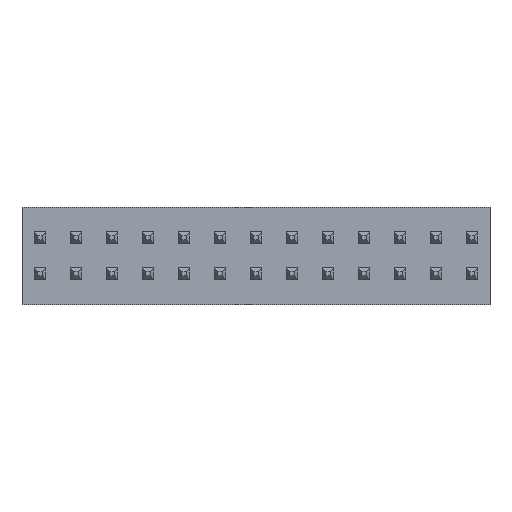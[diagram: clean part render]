
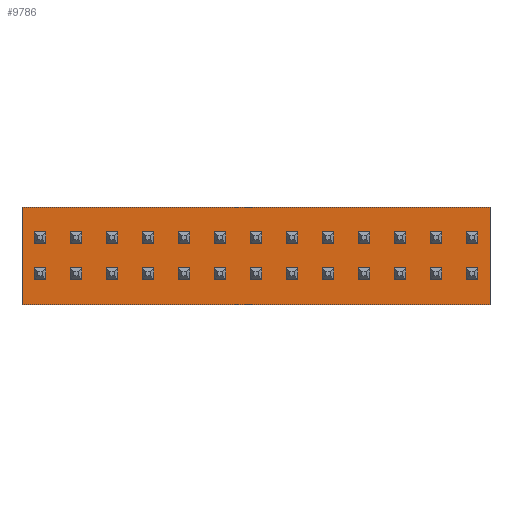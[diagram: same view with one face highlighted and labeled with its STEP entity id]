
A CAD part, top view. The second image highlights one B-rep face of the part: STEP entity #9786.
In plain terms, the highlighted face is planar.
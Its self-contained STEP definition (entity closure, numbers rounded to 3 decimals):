
#9654 = EDGE_CURVE('',#9655,#9657,#9659,.T.);
#9655 = VERTEX_POINT('',#9656);
#9656 = CARTESIAN_POINT('',(-8.255,1.778,-1.715));
#9657 = VERTEX_POINT('',#9658);
#9658 = CARTESIAN_POINT('',(-8.255,1.778,1.715));
#9659 = LINE('',#9660,#9661);
#9660 = CARTESIAN_POINT('',(-8.255,1.778,-1.715));
#9661 = VECTOR('',#9662,1.);
#9662 = DIRECTION('',(0.,0.,1.));
#9694 = EDGE_CURVE('',#9657,#9695,#9697,.T.);
#9695 = VERTEX_POINT('',#9696);
#9696 = CARTESIAN_POINT('',(8.255,1.778,1.715));
#9697 = LINE('',#9698,#9699);
#9698 = CARTESIAN_POINT('',(-8.255,1.778,1.715));
#9699 = VECTOR('',#9700,1.);
#9700 = DIRECTION('',(1.,0.,0.));
#9725 = EDGE_CURVE('',#9695,#9726,#9728,.T.);
#9726 = VERTEX_POINT('',#9727);
#9727 = CARTESIAN_POINT('',(8.255,1.778,-1.715));
#9728 = LINE('',#9729,#9730);
#9729 = CARTESIAN_POINT('',(8.255,1.778,1.715));
#9730 = VECTOR('',#9731,1.);
#9731 = DIRECTION('',(0.,0.,-1.));
#9756 = EDGE_CURVE('',#9726,#9655,#9757,.T.);
#9757 = LINE('',#9758,#9759);
#9758 = CARTESIAN_POINT('',(8.255,1.778,-1.715));
#9759 = VECTOR('',#9760,1.);
#9760 = DIRECTION('',(-1.,0.,0.));
#9786 = ADVANCED_FACE('',(#9787),#9793,.T.);
#9787 = FACE_BOUND('',#9788,.T.);
#9788 = EDGE_LOOP('',(#9789,#9790,#9791,#9792));
#9789 = ORIENTED_EDGE('',*,*,#9654,.T.);
#9790 = ORIENTED_EDGE('',*,*,#9694,.T.);
#9791 = ORIENTED_EDGE('',*,*,#9725,.T.);
#9792 = ORIENTED_EDGE('',*,*,#9756,.T.);
#9793 = PLANE('',#9794);
#9794 = AXIS2_PLACEMENT_3D('',#9795,#9796,#9797);
#9795 = CARTESIAN_POINT('',(0.,1.778,0.));
#9796 = DIRECTION('',(0.,1.,0.));
#9797 = DIRECTION('',(0.,-0.,1.));
